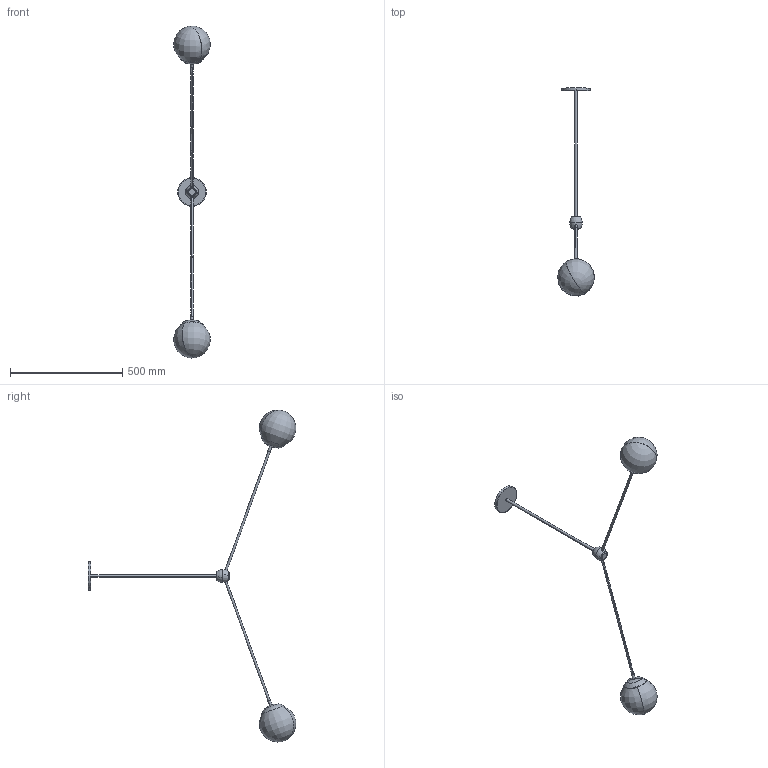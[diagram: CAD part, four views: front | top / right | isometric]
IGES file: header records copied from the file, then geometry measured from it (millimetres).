
Start section: SolidWorks IGES file using analytic representation for surfaces
Global section: file name: MODP2 - Modo Pendant - 2 Globes.IGS; native system: SolidWorks 2015; preprocessor: SolidWorks 2015; author: Design; date: 190405.173238; units: millimetre
Bounding box: 164.34 x 926.3 x 1480.4 mm (x, y, z)
Surface area: 480987.7 mm2 (no closed solid volume)
Topology: 0 solids, 3 shells, 96 faces, 232 edges, 144 vertices
Faces by surface type: revolution 70, plane 22, bspline 4
